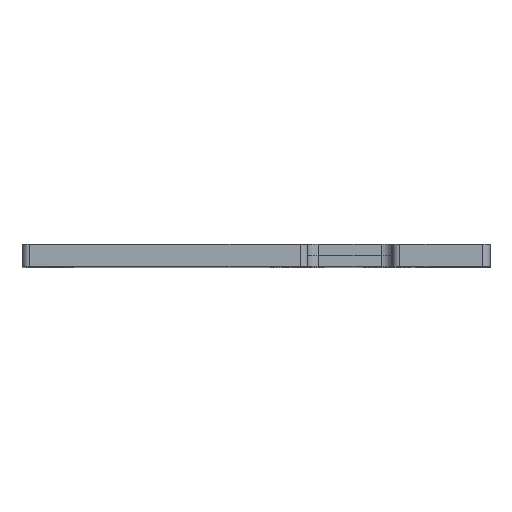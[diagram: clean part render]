
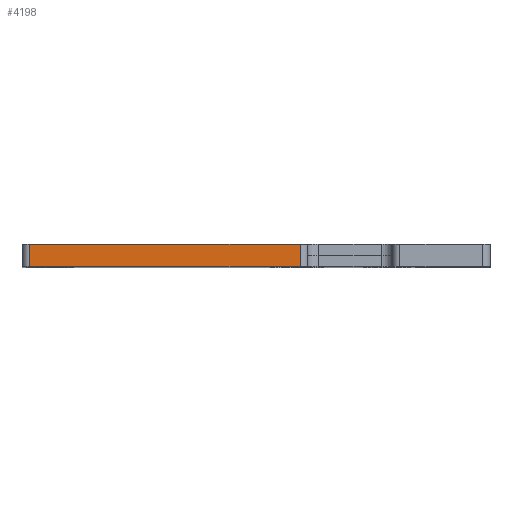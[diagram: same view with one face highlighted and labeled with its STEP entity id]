
A CAD part, top view. The second image highlights one B-rep face of the part: STEP entity #4198.
In plain terms, the highlighted planar face has unit normal (0, 0, 1).
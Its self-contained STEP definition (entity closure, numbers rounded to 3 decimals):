
#70 = VECTOR ( 'NONE', #3259, 1000. ) ;
#469 = CARTESIAN_POINT ( 'NONE',  ( 1., 3., 0. ) ) ;
#534 = AXIS2_PLACEMENT_3D ( 'NONE', #3743, #867, #5169 ) ;
#795 = ORIENTED_EDGE ( 'NONE', *, *, #1046, .T. ) ;
#867 = DIRECTION ( 'NONE',  ( 0., 0., -1. ) ) ;
#1046 = EDGE_CURVE ( 'NONE', #3568, #5204, #3913, .T. ) ;
#1249 = LINE ( 'NONE', #469, #3200 ) ;
#1334 = CARTESIAN_POINT ( 'NONE',  ( 1., 3., 0. ) ) ;
#1508 = EDGE_CURVE ( 'NONE', #1541, #5204, #2153, .T. ) ;
#1541 = VERTEX_POINT ( 'NONE', #2872 ) ;
#1643 = EDGE_LOOP ( 'NONE', ( #795, #5223, #4049, #4794 ) ) ;
#1935 = DIRECTION ( 'NONE',  ( 0., -1., 0. ) ) ;
#2004 = VECTOR ( 'NONE', #2335, 1000. ) ;
#2153 = LINE ( 'NONE', #5236, #2004 ) ;
#2261 = CARTESIAN_POINT ( 'NONE',  ( 37.75, 0., 0. ) ) ;
#2293 = PLANE ( 'NONE',  #534 ) ;
#2335 = DIRECTION ( 'NONE',  ( 0., -1., 0. ) ) ;
#2469 = EDGE_CURVE ( 'NONE', #2521, #3568, #1249, .T. ) ;
#2485 = CARTESIAN_POINT ( 'NONE',  ( 1., 0., 0. ) ) ;
#2521 = VERTEX_POINT ( 'NONE', #1334 ) ;
#2865 = VECTOR ( 'NONE', #5912, 1000. ) ;
#2872 = CARTESIAN_POINT ( 'NONE',  ( 37.75, 3., 0. ) ) ;
#3200 = VECTOR ( 'NONE', #1935, 1000. ) ;
#3255 = FACE_OUTER_BOUND ( 'NONE', #1643, .T. ) ;
#3259 = DIRECTION ( 'NONE',  ( 1., 0., 0. ) ) ;
#3568 = VERTEX_POINT ( 'NONE', #4782 ) ;
#3743 = CARTESIAN_POINT ( 'NONE',  ( 1., 3., 0. ) ) ;
#3913 = LINE ( 'NONE', #2485, #2865 ) ;
#4049 = ORIENTED_EDGE ( 'NONE', *, *, #4935, .F. ) ;
#4198 = ADVANCED_FACE ( 'NONE', ( #3255 ), #2293, .F. ) ;
#4782 = CARTESIAN_POINT ( 'NONE',  ( 1., 0., 0. ) ) ;
#4794 = ORIENTED_EDGE ( 'NONE', *, *, #2469, .T. ) ;
#4935 = EDGE_CURVE ( 'NONE', #2521, #1541, #5448, .T. ) ;
#5169 = DIRECTION ( 'NONE',  ( -1., 0., 0. ) ) ;
#5204 = VERTEX_POINT ( 'NONE', #2261 ) ;
#5223 = ORIENTED_EDGE ( 'NONE', *, *, #1508, .F. ) ;
#5236 = CARTESIAN_POINT ( 'NONE',  ( 37.75, 3., 0. ) ) ;
#5448 = LINE ( 'NONE', #5943, #70 ) ;
#5912 = DIRECTION ( 'NONE',  ( 1., 0., 0. ) ) ;
#5943 = CARTESIAN_POINT ( 'NONE',  ( 1., 3., 0. ) ) ;
